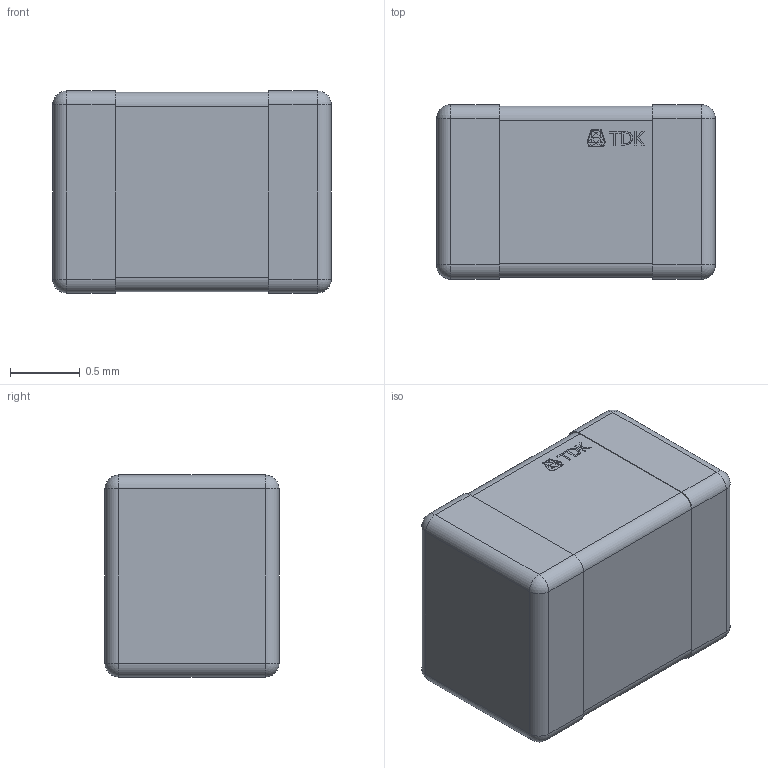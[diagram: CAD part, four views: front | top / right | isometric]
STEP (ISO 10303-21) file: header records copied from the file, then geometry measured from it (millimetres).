
FILE_DESCRIPTION(/* description */ (''),/* implementation_level */ '2;1');
FILE_NAME(/* name */ '1.stp',/* time_stamp */ '2020-01-10T11:44:02+02:00',/* author */ ('k'),/* organization */ (''),/* preprocessor_version */ 'ST-DEVELOPER v15.6',/* originating_system */ 'Autodesk Inventor 2015',/* authorisation */ '');
FILE_SCHEMA (('AUTOMOTIVE_DESIGN { 1 0 10303 214 3 1 1 }'));
Length unit declared in the file: millimetre
Products named in the file (4): 1; 2; TDK Logo
Bounding box: 2 x 1.25 x 1.45 mm (x, y, z)
Surface area: 23.3 mm2
Topology: 19 solids, 19 shells, 180 faces, 402 edges, 260 vertices
Faces by surface type: plane 111, cylinder 53, sphere 8, bspline 8
Entity records: 5096 total; most frequent: CARTESIAN_POINT 953, DIRECTION 850, ORIENTED_EDGE 804, EDGE_CURVE 402, AXIS2_PLACEMENT_3D 285, LINE 280, VECTOR 280, VERTEX_POINT 260
